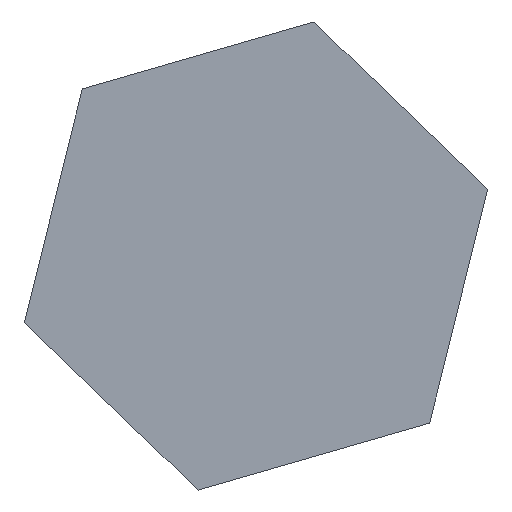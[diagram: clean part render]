
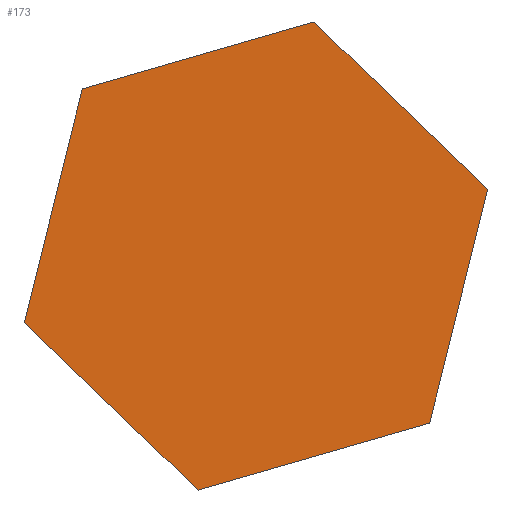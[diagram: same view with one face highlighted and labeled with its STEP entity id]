
A CAD part, left-side view. The second image highlights one B-rep face of the part: STEP entity #173.
In plain terms, the highlighted planar face has unit normal (-1, 0, 0).
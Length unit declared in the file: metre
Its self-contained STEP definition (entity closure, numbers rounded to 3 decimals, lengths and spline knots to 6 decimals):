
#54=ORIENTED_EDGE('',*,*,#63,.F.);
#55=ORIENTED_EDGE('',*,*,#79,.F.);
#56=ORIENTED_EDGE('',*,*,#76,.F.);
#57=ORIENTED_EDGE('',*,*,#73,.F.);
#58=ORIENTED_EDGE('',*,*,#70,.F.);
#59=ORIENTED_EDGE('',*,*,#67,.F.);
#63=EDGE_CURVE('',#83,#84,#97,.T.);
#67=EDGE_CURVE('',#84,#87,#101,.T.);
#70=EDGE_CURVE('',#87,#89,#104,.T.);
#73=EDGE_CURVE('',#89,#91,#107,.T.);
#76=EDGE_CURVE('',#91,#93,#110,.T.);
#79=EDGE_CURVE('',#93,#83,#113,.T.);
#83=VERTEX_POINT('',#248);
#84=VERTEX_POINT('',#249);
#87=VERTEX_POINT('',#257);
#89=VERTEX_POINT('',#263);
#91=VERTEX_POINT('',#269);
#93=VERTEX_POINT('',#275);
#97=LINE('',#247,#115);
#101=LINE('',#256,#119);
#104=LINE('',#262,#122);
#107=LINE('',#268,#125);
#110=LINE('',#274,#128);
#113=LINE('',#280,#131);
#115=VECTOR('',#205,1.);
#119=VECTOR('',#211,1.);
#122=VECTOR('',#216,1.);
#125=VECTOR('',#221,1.);
#128=VECTOR('',#226,1.);
#131=VECTOR('',#231,1.);
#141=EDGE_LOOP('',(#54,#55,#56,#57,#58,#59));
#153=FACE_BOUND('',#141,.T.);
#164=PLANE('',#197);
#173=ADVANCED_FACE('',(#153),#164,.F.);
#197=AXIS2_PLACEMENT_3D('',#285,#237,#238);
#205=DIRECTION('',(0.,0.721,0.693));
#211=DIRECTION('',(0.,-0.24,0.971));
#216=DIRECTION('',(0.,-0.961,0.277));
#221=DIRECTION('',(0.,-0.721,-0.693));
#226=DIRECTION('',(0.,0.24,-0.971));
#231=DIRECTION('',(0.,0.961,-0.277));
#237=DIRECTION('',(1.,0.,0.));
#238=DIRECTION('',(0.,1.,0.));
#247=CARTESIAN_POINT('',(0.,0.016534,-0.017188));
#248=CARTESIAN_POINT('',(0.,0.006611,-0.026734));
#249=CARTESIAN_POINT('',(0.,0.026458,-0.007642));
#256=CARTESIAN_POINT('',(0.,0.023152,0.005725));
#257=CARTESIAN_POINT('',(0.,0.019847,0.019092));
#262=CARTESIAN_POINT('',(0.,0.006618,0.022913));
#263=CARTESIAN_POINT('',(0.,-0.006611,0.026734));
#268=CARTESIAN_POINT('',(0.,-0.016534,0.017188));
#269=CARTESIAN_POINT('',(0.,-0.026458,0.007642));
#274=CARTESIAN_POINT('',(0.,-0.023152,-0.005725));
#275=CARTESIAN_POINT('',(0.,-0.019847,-0.019092));
#280=CARTESIAN_POINT('',(0.,-0.006618,-0.022913));
#285=CARTESIAN_POINT('',(0.,0.,0.));
